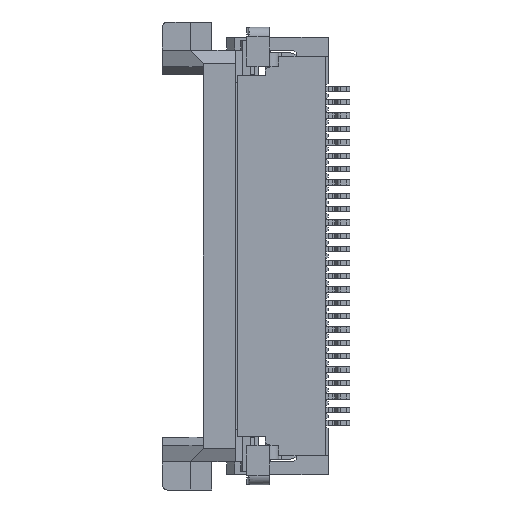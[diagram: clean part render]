
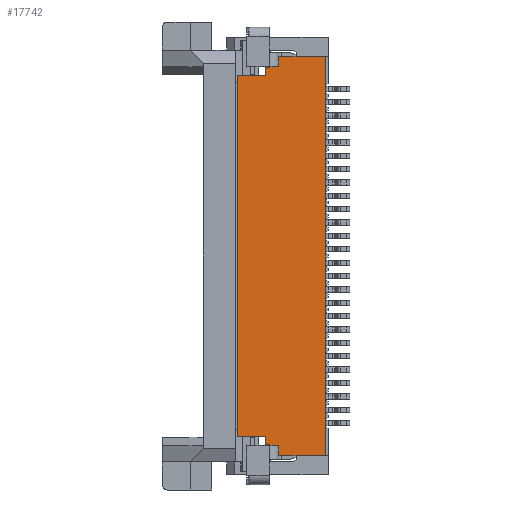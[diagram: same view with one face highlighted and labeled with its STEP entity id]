
A CAD part, left-side view. The second image highlights one B-rep face of the part: STEP entity #17742.
In plain terms, the highlighted face is planar.
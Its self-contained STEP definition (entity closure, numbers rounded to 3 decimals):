
#1042=FACE_OUTER_BOUND('',#1977,.T.);
#1977=EDGE_LOOP('',(#13596,#13597,#13598,#13599,#13600,#13601,#13602,#13603,
#13604,#13605,#13606,#13607,#13608,#13609,#13610,#13611));
#2758=LINE('',#24966,#4996);
#2774=LINE('',#24999,#5012);
#2788=LINE('',#25025,#5026);
#2798=LINE('',#25045,#5036);
#2991=LINE('',#25458,#5229);
#3025=LINE('',#25534,#5263);
#3129=LINE('',#25814,#5367);
#3165=LINE('',#25943,#5403);
#3312=LINE('',#26416,#5550);
#3592=LINE('',#27233,#5830);
#3637=LINE('',#27476,#5875);
#3643=LINE('',#27488,#5881);
#3666=LINE('',#27538,#5904);
#3667=LINE('',#27539,#5905);
#3668=LINE('',#27540,#5906);
#3669=LINE('',#27541,#5907);
#4996=VECTOR('',#19943,1.);
#5012=VECTOR('',#19965,1.);
#5026=VECTOR('',#19979,1.);
#5036=VECTOR('',#19993,1.);
#5229=VECTOR('',#20268,1.);
#5263=VECTOR('',#20326,1.);
#5367=VECTOR('',#20524,1.);
#5403=VECTOR('',#20600,1.);
#5550=VECTOR('',#20949,1.);
#5830=VECTOR('',#21669,1.);
#5875=VECTOR('',#21800,1.);
#5881=VECTOR('',#21812,1.);
#5904=VECTOR('',#21857,1.);
#5905=VECTOR('',#21858,1.);
#5906=VECTOR('',#21859,1.);
#5907=VECTOR('',#21860,1.);
#7236=VERTEX_POINT('',#24962);
#7238=VERTEX_POINT('',#24965);
#7251=VERTEX_POINT('',#24996);
#7252=VERTEX_POINT('',#24998);
#7263=VERTEX_POINT('',#25022);
#7264=VERTEX_POINT('',#25024);
#7272=VERTEX_POINT('',#25043);
#7450=VERTEX_POINT('',#25452);
#7451=VERTEX_POINT('',#25456);
#7481=VERTEX_POINT('',#25532);
#7566=VERTEX_POINT('',#25811);
#7567=VERTEX_POINT('',#25813);
#7583=VERTEX_POINT('',#25866);
#7597=VERTEX_POINT('',#25942);
#7901=VERTEX_POINT('',#27475);
#7920=VERTEX_POINT('',#27537);
#8984=EDGE_CURVE('',#7236,#7238,#2758,.T.);
#9000=EDGE_CURVE('',#7251,#7252,#2774,.T.);
#9014=EDGE_CURVE('',#7264,#7263,#2788,.T.);
#9024=EDGE_CURVE('',#7272,#7236,#2798,.T.);
#9229=EDGE_CURVE('',#7451,#7450,#2991,.T.);
#9265=EDGE_CURVE('',#7251,#7481,#3025,.T.);
#9385=EDGE_CURVE('',#7567,#7566,#3129,.T.);
#9431=EDGE_CURVE('',#7481,#7597,#3165,.T.);
#9623=EDGE_CURVE('',#7252,#7451,#3312,.T.);
#9958=EDGE_CURVE('',#7450,#7272,#3592,.T.);
#10012=EDGE_CURVE('',#7901,#7583,#3637,.T.);
#10019=EDGE_CURVE('',#7263,#7901,#3643,.T.);
#10044=EDGE_CURVE('',#7238,#7920,#3666,.T.);
#10045=EDGE_CURVE('',#7264,#7597,#3667,.T.);
#10046=EDGE_CURVE('',#7583,#7567,#3668,.T.);
#10047=EDGE_CURVE('',#7566,#7920,#3669,.T.);
#13596=ORIENTED_EDGE('',*,*,#10044,.F.);
#13597=ORIENTED_EDGE('',*,*,#8984,.F.);
#13598=ORIENTED_EDGE('',*,*,#9024,.F.);
#13599=ORIENTED_EDGE('',*,*,#9958,.F.);
#13600=ORIENTED_EDGE('',*,*,#9229,.F.);
#13601=ORIENTED_EDGE('',*,*,#9623,.F.);
#13602=ORIENTED_EDGE('',*,*,#9000,.F.);
#13603=ORIENTED_EDGE('',*,*,#9265,.T.);
#13604=ORIENTED_EDGE('',*,*,#9431,.T.);
#13605=ORIENTED_EDGE('',*,*,#10045,.F.);
#13606=ORIENTED_EDGE('',*,*,#9014,.T.);
#13607=ORIENTED_EDGE('',*,*,#10019,.T.);
#13608=ORIENTED_EDGE('',*,*,#10012,.T.);
#13609=ORIENTED_EDGE('',*,*,#10046,.T.);
#13610=ORIENTED_EDGE('',*,*,#9385,.T.);
#13611=ORIENTED_EDGE('',*,*,#10047,.T.);
#16909=PLANE('',#18858);
#17742=ADVANCED_FACE('',(#1042),#16909,.F.);
#18858=AXIS2_PLACEMENT_3D('',#27536,#21855,#21856);
#19943=DIRECTION('',(0.,1.,0.));
#19965=DIRECTION('',(0.,0.,1.));
#19979=DIRECTION('',(0.,0.,-1.));
#19993=DIRECTION('',(0.,0.,1.));
#20268=DIRECTION('',(0.,1.,0.));
#20326=DIRECTION('',(0.,-1.,0.));
#20524=DIRECTION('',(0.,0.,-1.));
#20600=DIRECTION('',(0.,0.,-1.));
#20949=DIRECTION('',(0.,0.928,0.371));
#21669=DIRECTION('',(0.,1.,0.));
#21800=DIRECTION('',(0.,1.,0.));
#21812=DIRECTION('',(0.,0.928,-0.371));
#21855=DIRECTION('center_axis',(-1.,0.,0.));
#21856=DIRECTION('ref_axis',(0.,0.,1.));
#21857=DIRECTION('',(0.,0.,-1.));
#21858=DIRECTION('',(0.,-1.,0.));
#21859=DIRECTION('',(0.,1.,0.));
#21860=DIRECTION('',(0.,1.,0.));
#24962=CARTESIAN_POINT('',(0.5,32.4,-1.93));
#24965=CARTESIAN_POINT('',(0.5,34.15,-1.93));
#24966=CARTESIAN_POINT('',(0.5,34.25,-1.93));
#24996=CARTESIAN_POINT('',(0.5,31.9,-2.63));
#24998=CARTESIAN_POINT('',(0.5,31.9,-2.38));
#24999=CARTESIAN_POINT('',(0.5,31.9,-1.205));
#25022=CARTESIAN_POINT('',(0.5,31.9,-16.38));
#25024=CARTESIAN_POINT('',(0.5,31.9,-16.13));
#25025=CARTESIAN_POINT('',(0.5,31.9,-17.555));
#25043=CARTESIAN_POINT('',(0.5,32.4,-2.28));
#25045=CARTESIAN_POINT('',(0.5,32.4,-1.205));
#25452=CARTESIAN_POINT('',(0.5,32.337,-2.28));
#25456=CARTESIAN_POINT('',(0.5,32.15,-2.28));
#25458=CARTESIAN_POINT('',(0.5,31.3,-2.28));
#25532=CARTESIAN_POINT('',(0.5,30.85,-2.63));
#25534=CARTESIAN_POINT('',(0.5,34.25,-2.63));
#25811=CARTESIAN_POINT('',(0.5,32.4,-16.83));
#25813=CARTESIAN_POINT('',(0.5,32.4,-16.48));
#25814=CARTESIAN_POINT('',(0.5,32.4,-17.555));
#25866=CARTESIAN_POINT('',(0.5,32.337,-16.48));
#25942=CARTESIAN_POINT('',(0.5,30.85,-16.13));
#25943=CARTESIAN_POINT('',(0.5,30.85,-16.74));
#26416=CARTESIAN_POINT('',(0.5,34.25,-1.44));
#27233=CARTESIAN_POINT('',(0.5,34.25,-2.28));
#27475=CARTESIAN_POINT('',(0.5,32.15,-16.48));
#27476=CARTESIAN_POINT('',(0.5,31.3,-16.48));
#27488=CARTESIAN_POINT('',(0.5,34.25,-17.32));
#27536=CARTESIAN_POINT('Origin',(0.5,34.25,-19.555));
#27537=CARTESIAN_POINT('',(0.5,34.15,-16.83));
#27538=CARTESIAN_POINT('',(0.5,34.15,-19.02));
#27539=CARTESIAN_POINT('',(0.5,34.25,-16.13));
#27540=CARTESIAN_POINT('',(0.5,34.25,-16.48));
#27541=CARTESIAN_POINT('',(0.5,34.25,-16.83));
